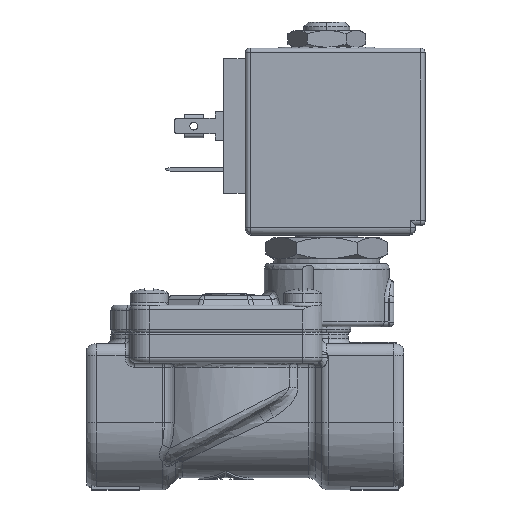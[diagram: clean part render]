
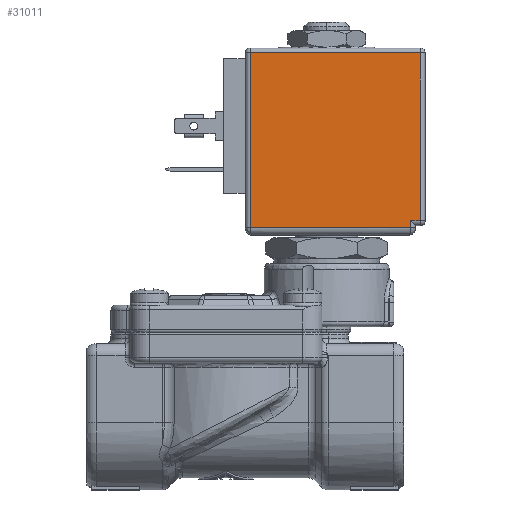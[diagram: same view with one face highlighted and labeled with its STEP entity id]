
A CAD part, top view. The second image highlights one B-rep face of the part: STEP entity #31011.
In plain terms, the highlighted planar face has unit normal (0, 0, 1).
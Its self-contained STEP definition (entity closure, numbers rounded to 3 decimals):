
#28425=DIRECTION('',(1.,0.,0.));
#28426=VECTOR('',#28425,33.5);
#28427=CARTESIAN_POINT('',(-16.,-3.5,
15.));
#28428=LINE('',#28427,#28426);
#28432=DIRECTION('',(0.,1.,0.));
#28433=VECTOR('',#28432,36.5);
#28434=CARTESIAN_POINT('',(-16.,-3.5,
15.));
#28435=LINE('',#28434,#28433);
#28439=DIRECTION('',(-1.,0.,0.));
#28440=VECTOR('',#28439,35.5);
#28441=CARTESIAN_POINT('',(19.5,33.,15.));
#28442=LINE('',#28441,#28440);
#28446=DIRECTION('',(0.,1.,0.));
#28447=VECTOR('',#28446,35.);
#28448=CARTESIAN_POINT('',(19.5,-2.,15.));
#28449=LINE('',#28448,#28447);
#28453=DIRECTION('',(1.,0.,0.));
#28454=VECTOR('',#28453,2.);
#28455=CARTESIAN_POINT('',(17.5,-2.,15.));
#28456=LINE('',#28455,#28454);
#28460=DIRECTION('',(0.,1.,0.));
#28461=VECTOR('',#28460,1.5);
#28462=CARTESIAN_POINT('',(17.5,-3.5,
15.));
#28463=LINE('',#28462,#28461);
#28541=CARTESIAN_POINT('',(17.5,-2.,15.));
#30300=CARTESIAN_POINT('',(-16.,-3.5,
15.));
#30301=CARTESIAN_POINT('',(17.5,-3.5,
15.));
#30302=VERTEX_POINT('',#30300);
#30303=VERTEX_POINT('',#30301);
#30318=CARTESIAN_POINT('',(-16.,33.,15.));
#30319=VERTEX_POINT('',#30318);
#30328=CARTESIAN_POINT('',(19.5,33.,15.));
#30329=VERTEX_POINT('',#30328);
#30342=CARTESIAN_POINT('',(19.5,-2.,15.));
#30343=VERTEX_POINT('',#30342);
#30345=VERTEX_POINT('',#28541);
#30993=CARTESIAN_POINT('',(0.,34.,15.));
#30994=DIRECTION('',(0.,0.,1.));
#30995=DIRECTION('',(1.,0.,0.));
#30996=AXIS2_PLACEMENT_3D('',#30993,#30994,#30995);
#30997=PLANE('',#30996);
#30999=ORIENTED_EDGE('',*,*,#30998,.F.);
#31000=ORIENTED_EDGE('',*,*,#30981,.T.);
#31002=ORIENTED_EDGE('',*,*,#31001,.F.);
#31004=ORIENTED_EDGE('',*,*,#31003,.F.);
#31006=ORIENTED_EDGE('',*,*,#31005,.F.);
#31008=ORIENTED_EDGE('',*,*,#31007,.F.);
#31009=EDGE_LOOP('',(#30999,#31000,#31002,#31004,#31006,#31008));
#31010=FACE_OUTER_BOUND('',#31009,.F.);
#31011=ADVANCED_FACE('',(#31010),#30997,.T.);
#30981=EDGE_CURVE('',#30302,#30319,#28435,.T.);
#30998=EDGE_CURVE('',#30302,#30303,#28428,.T.);
#31001=EDGE_CURVE('',#30329,#30319,#28442,.T.);
#31003=EDGE_CURVE('',#30343,#30329,#28449,.T.);
#31005=EDGE_CURVE('',#30345,#30343,#28456,.T.);
#31007=EDGE_CURVE('',#30303,#30345,#28463,.T.);
